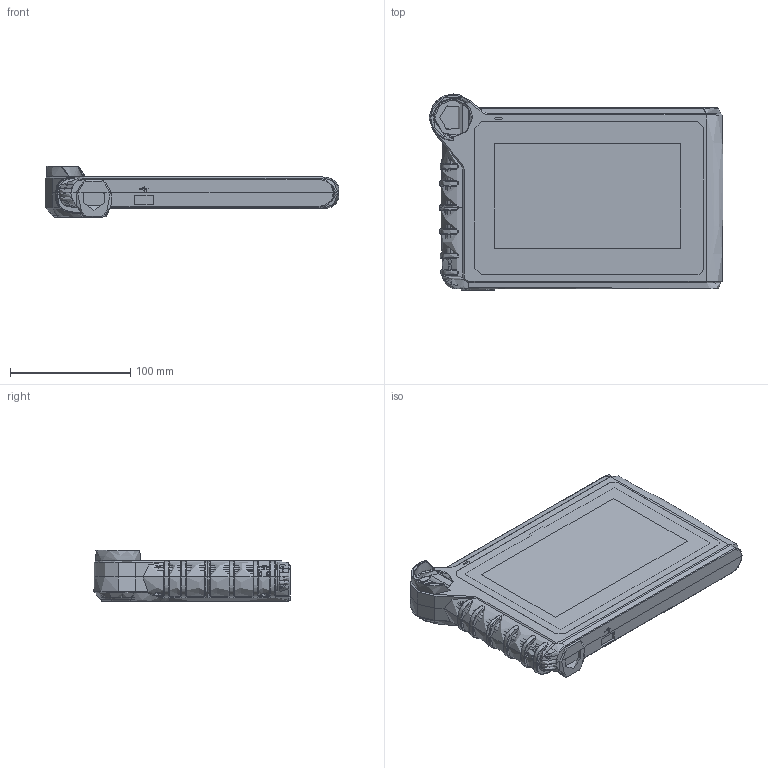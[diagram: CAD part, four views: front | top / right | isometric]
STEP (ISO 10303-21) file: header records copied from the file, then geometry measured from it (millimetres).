
FILE_DESCRIPTION(/* description */ (''),/* implementation_level */ '2;1');
FILE_NAME(/* name */ 'RT711',/* time_stamp */ '2022-12-23T10:23:36+08:00',/* author */ (''),/* organization */ (''),/* preprocessor_version */ 'ST-DEVELOPER v16.5',/* originating_system */ '',/* authorisation */ '');
FILE_SCHEMA (('CONFIG_CONTROL_DESIGN'));
Products named in the file (1): Document
Bounding box: 243.98 x 162.85 x 42.55 mm (x, y, z)
Volume: 828185.3 mm3; surface area: 190293.2 mm2
Topology: 1 solids, 9 shells, 2259 faces, 6122 edges, 3839 vertices
Faces by surface type: bspline 1601, plane 410, cylinder 248
Entity records: 184103 total; most frequent: CARTESIAN_POINT 147059, ORIENTED_EDGE 12172, EDGE_CURVE 6096, B_SPLINE_CURVE_WITH_KNOTS 4933, VERTEX_POINT 3839, EDGE_LOOP 2280, ADVANCED_FACE 2259, FACE_OUTER_BOUND 2259
